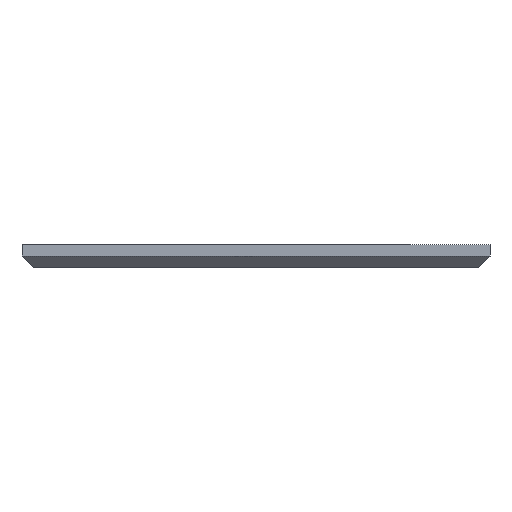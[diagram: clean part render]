
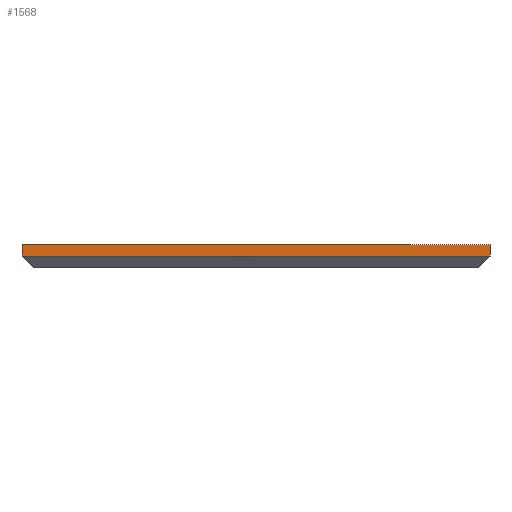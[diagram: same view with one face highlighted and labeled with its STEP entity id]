
A CAD part, front view. The second image highlights one B-rep face of the part: STEP entity #1568.
In plain terms, the highlighted planar face has unit normal (0, -1, 0).
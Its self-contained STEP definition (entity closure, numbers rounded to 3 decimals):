
#1 = DIRECTION ( 'NONE',  ( 0., 0., 1. ) ) ;
#143 = EDGE_CURVE ( 'NONE', #456, #1604, #1534, .T. ) ;
#156 = CARTESIAN_POINT ( 'NONE',  ( 17., 0., 0.4 ) ) ;
#274 = ORIENTED_EDGE ( 'NONE', *, *, #1132, .F. ) ;
#284 = DIRECTION ( 'NONE',  ( 0., 1., 0. ) ) ;
#289 = PLANE ( 'NONE',  #805 ) ;
#333 = CARTESIAN_POINT ( 'NONE',  ( 0., 0., 0.8 ) ) ;
#361 = EDGE_LOOP ( 'NONE', ( #1533, #443, #1267, #274 ) ) ;
#368 = EDGE_CURVE ( 'NONE', #676, #1604, #643, .T. ) ;
#371 = VECTOR ( 'NONE', #1294, 1000. ) ;
#417 = CARTESIAN_POINT ( 'NONE',  ( 0., 0., 0.8 ) ) ;
#443 = ORIENTED_EDGE ( 'NONE', *, *, #368, .T. ) ;
#456 = VERTEX_POINT ( 'NONE', #547 ) ;
#513 = CARTESIAN_POINT ( 'NONE',  ( 17., 0., 0.4 ) ) ;
#547 = CARTESIAN_POINT ( 'NONE',  ( 17., 0., 0.8 ) ) ;
#615 = LINE ( 'NONE', #1280, #810 ) ;
#643 = LINE ( 'NONE', #513, #1076 ) ;
#676 = VERTEX_POINT ( 'NONE', #900 ) ;
#805 = AXIS2_PLACEMENT_3D ( 'NONE', #417, #284, #1 ) ;
#810 = VECTOR ( 'NONE', #885, 1000. ) ;
#885 = DIRECTION ( 'NONE',  ( 0., 0., -1. ) ) ;
#895 = LINE ( 'NONE', #1544, #1607 ) ;
#900 = CARTESIAN_POINT ( 'NONE',  ( 0., 0., 0.4 ) ) ;
#1020 = CARTESIAN_POINT ( 'NONE',  ( 17., 0., 0.8 ) ) ;
#1046 = VERTEX_POINT ( 'NONE', #333 ) ;
#1047 = EDGE_CURVE ( 'NONE', #1046, #676, #615, .T. ) ;
#1076 = VECTOR ( 'NONE', #1438, 1000. ) ;
#1132 = EDGE_CURVE ( 'NONE', #1046, #456, #895, .T. ) ;
#1267 = ORIENTED_EDGE ( 'NONE', *, *, #143, .F. ) ;
#1280 = CARTESIAN_POINT ( 'NONE',  ( 0., 0., 0.8 ) ) ;
#1294 = DIRECTION ( 'NONE',  ( 0., 0., -1. ) ) ;
#1341 = FACE_OUTER_BOUND ( 'NONE', #361, .T. ) ;
#1430 = DIRECTION ( 'NONE',  ( 1., 0., 0. ) ) ;
#1438 = DIRECTION ( 'NONE',  ( 1., 0., 0. ) ) ;
#1533 = ORIENTED_EDGE ( 'NONE', *, *, #1047, .T. ) ;
#1534 = LINE ( 'NONE', #1020, #371 ) ;
#1544 = CARTESIAN_POINT ( 'NONE',  ( 0., 0., 0.8 ) ) ;
#1568 = ADVANCED_FACE ( 'NONE', ( #1341 ), #289, .F. ) ;
#1604 = VERTEX_POINT ( 'NONE', #156 ) ;
#1607 = VECTOR ( 'NONE', #1430, 1000. ) ;
